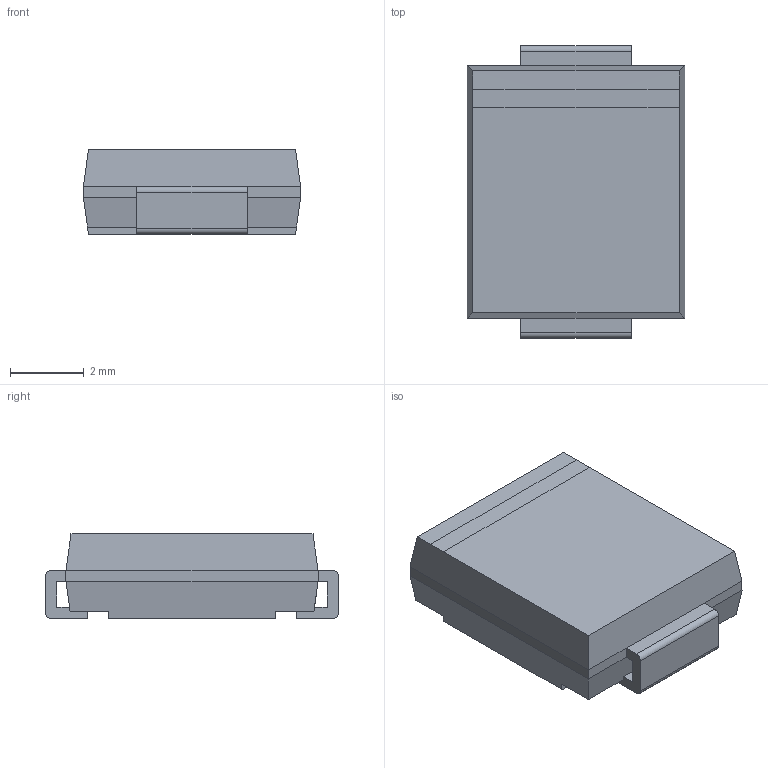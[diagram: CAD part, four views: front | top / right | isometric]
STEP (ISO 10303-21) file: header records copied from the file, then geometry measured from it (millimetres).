
FILE_DESCRIPTION(/* description */ (''),/* implementation_level */ '2;1');
FILE_NAME(/* name */ 'SMC_DO-214AB_BI_TVS.step',/* time_stamp */ '2021-02-17T21:33:29+01:00',/* author */ (''),/* organization */ (''),/* preprocessor_version */ 'ST-DEVELOPER v18.1',/* originating_system */ 'Autodesk Translation Framework v9.7.1.1290',/* authorisation */ '');
FILE_SCHEMA (('AUTOMOTIVE_DESIGN { 1 0 10303 214 3 1 1 }'));
Length unit declared in the file: millimetre
Products named in the file (1): (Unsaved)
Bounding box: 5.9 x 7.95 x 2.3 mm (x, y, z)
Volume: 91.1 mm3; surface area: 155 mm2
Topology: 1 solids, 1 shells, 44 faces, 122 edges, 76 vertices
Faces by surface type: plane 40, cylinder 4
Entity records: 1445 total; most frequent: ORIENTED_EDGE 244, CARTESIAN_POINT 243, DIRECTION 222, EDGE_CURVE 122, LINE 112, VECTOR 112, VERTEX_POINT 76, AXIS2_PLACEMENT_3D 55
